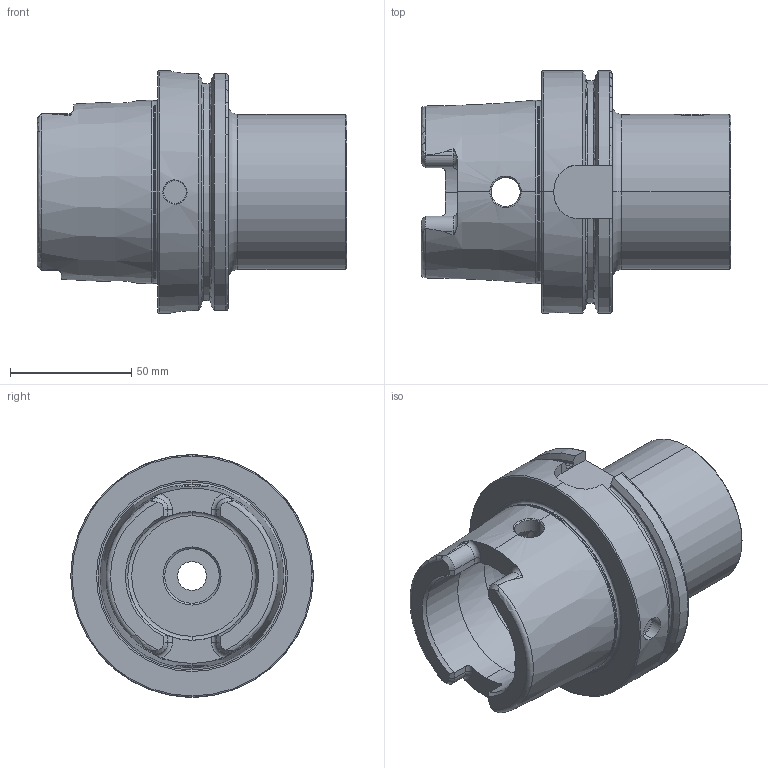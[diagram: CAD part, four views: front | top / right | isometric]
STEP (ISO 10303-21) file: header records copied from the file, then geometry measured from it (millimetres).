
FILE_DESCRIPTION (( 'STEP AP214' ), '1' );
FILE_NAME ('HA0-ST6.K01.078.STEP', '2017-02-13T09:55:08', ( 'SWIAdmin' ), ( 'Hewlett-Packard Company' ), 'SwSTEP 2.0', 'SolidWorks 2015', '' );
FILE_SCHEMA (( 'AUTOMOTIVE_DESIGN' ));
Length unit declared in the file: millimetre
Products named in the file (3): ST6-ER1.001.018_A; HA0-ST6.K01.078_B_Fertigbearbeitung; HA0-ST6.K01.078
Assembly tree (2 placements, depth 2):
  HA0-ST6.K01.078
    HA0-ST6.K01.078_B_Fertigbearbeitung
    ST6-ER1.001.018_A
Bounding box: 127.9 x 100 x 100 mm (x, y, z)
Volume: 366790 mm3; surface area: 65312.8 mm2
Topology: 2 solids, 2 shells, 208 faces, 531 edges, 327 vertices
Faces by surface type: plane 63, cylinder 59, cone 40, torus 40, bspline 6
Entity records: 9275 total; most frequent: CARTESIAN_POINT 3013, ORIENTED_EDGE 1058, DIRECTION 1013, EDGE_CURVE 529, AXIS2_PLACEMENT_3D 411, VERTEX_POINT 327, EDGE_LOOP 218, FACE_OUTER_BOUND 208
